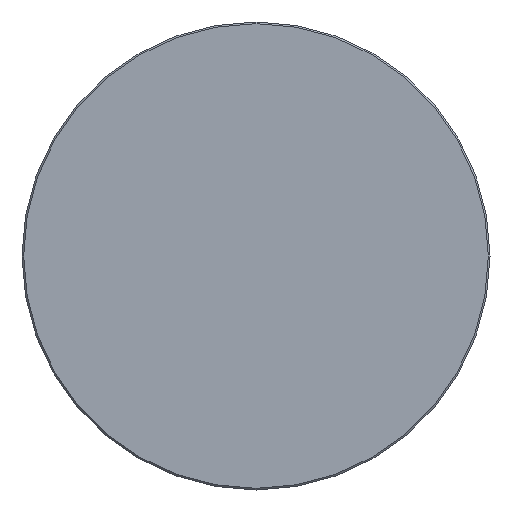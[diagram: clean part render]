
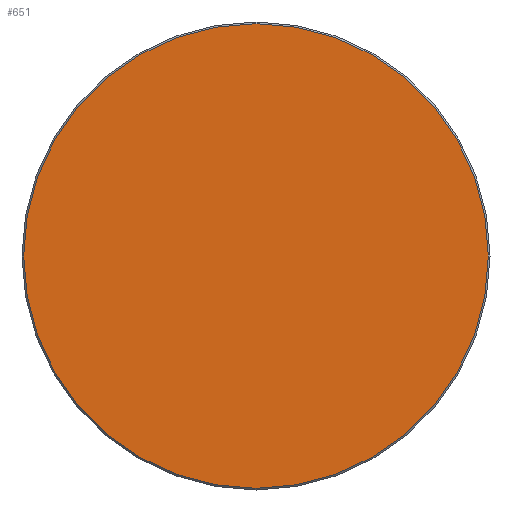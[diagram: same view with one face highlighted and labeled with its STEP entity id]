
A CAD part, left-side view. The second image highlights one B-rep face of the part: STEP entity #651.
In plain terms, the highlighted planar face has unit normal (-1, 0, 0).
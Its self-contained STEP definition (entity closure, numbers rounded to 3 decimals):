
#28 = ORIENTED_EDGE ( 'NONE', *, *, #998, .T. ) ;
#67 = AXIS2_PLACEMENT_3D ( 'NONE', #947, #698, #1045 ) ;
#90 = CIRCLE ( 'NONE', #513, 41.7 ) ;
#144 = DIRECTION ( 'NONE',  ( 0., 0., 1. ) ) ;
#154 = CARTESIAN_POINT ( 'NONE',  ( 0., 0., 41.7 ) ) ;
#215 = CARTESIAN_POINT ( 'NONE',  ( 0., 0., 0. ) ) ;
#298 = EDGE_LOOP ( 'NONE', ( #733, #28 ) ) ;
#329 = EDGE_CURVE ( 'NONE', #515, #684, #682, .T. ) ;
#332 = DIRECTION ( 'NONE',  ( 1., 0., 0. ) ) ;
#380 = CARTESIAN_POINT ( 'NONE',  ( 0., 0., -41.7 ) ) ;
#391 = DIRECTION ( 'NONE',  ( -1., 0., 0. ) ) ;
#402 = DIRECTION ( 'NONE',  ( 0., 0., -1. ) ) ;
#513 = AXIS2_PLACEMENT_3D ( 'NONE', #215, #391, #144 ) ;
#515 = VERTEX_POINT ( 'NONE', #380 ) ;
#651 = ADVANCED_FACE ( 'NONE', ( #676 ), #993, .F. ) ;
#676 = FACE_OUTER_BOUND ( 'NONE', #298, .T. ) ;
#682 = CIRCLE ( 'NONE', #67, 41.7 ) ;
#684 = VERTEX_POINT ( 'NONE', #154 ) ;
#698 = DIRECTION ( 'NONE',  ( -1., 0., 0. ) ) ;
#733 = ORIENTED_EDGE ( 'NONE', *, *, #329, .T. ) ;
#906 = CARTESIAN_POINT ( 'NONE',  ( 0., 0., 0. ) ) ;
#943 = AXIS2_PLACEMENT_3D ( 'NONE', #906, #332, #402 ) ;
#947 = CARTESIAN_POINT ( 'NONE',  ( 0., 0., 0. ) ) ;
#993 = PLANE ( 'NONE',  #943 ) ;
#998 = EDGE_CURVE ( 'NONE', #684, #515, #90, .T. ) ;
#1045 = DIRECTION ( 'NONE',  ( 0., 0., 1. ) ) ;
